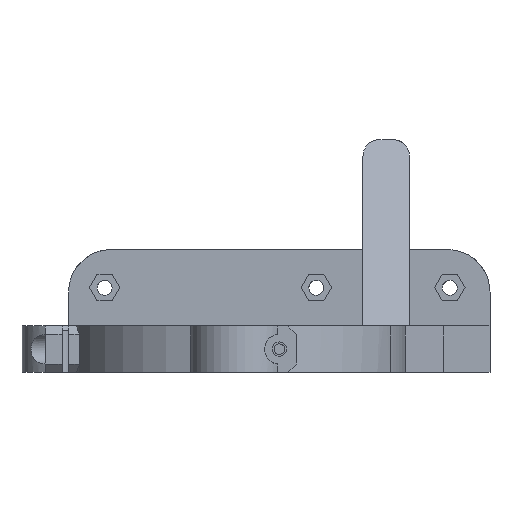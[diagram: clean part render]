
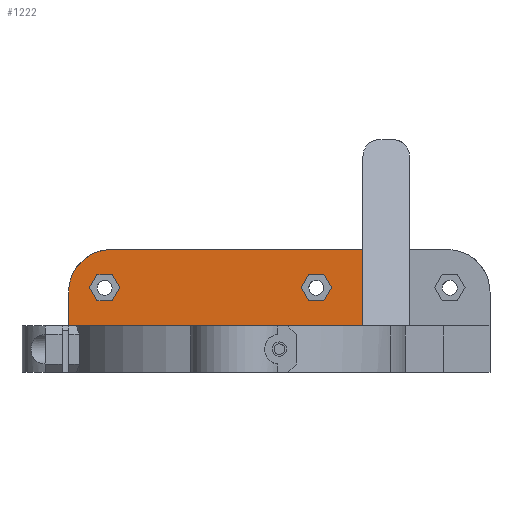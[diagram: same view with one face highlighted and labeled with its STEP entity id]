
A CAD part, front view. The second image highlights one B-rep face of the part: STEP entity #1222.
In plain terms, the highlighted planar face has unit normal (0, -1, 0).
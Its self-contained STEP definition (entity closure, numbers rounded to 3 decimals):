
#767=AXIS2_PLACEMENT_3D('Circle Axis2P3D',#765,#766,$) ;
#798=AXIS2_PLACEMENT_3D('Circle Axis2P3D',#796,#797,$) ;
#1075=AXIS2_PLACEMENT_3D('Plane Axis2P3D',#1072,#1073,#1074) ;
#511=CARTESIAN_POINT('Vertex',(19.75,-6.5,29.)) ;
#514=CARTESIAN_POINT('Line Origine',(19.75,-6.5,20.)) ;
#518=CARTESIAN_POINT('Vertex',(19.75,-6.5,11.)) ;
#731=CARTESIAN_POINT('Vertex',(-39.75,-6.5,29.)) ;
#734=CARTESIAN_POINT('Line Origine',(-10.,-6.5,29.)) ;
#762=CARTESIAN_POINT('Vertex',(-46.821,-6.5,26.071)) ;
#765=CARTESIAN_POINT('Axis2P3D Location',(-39.75,-6.5,19.)) ;
#793=CARTESIAN_POINT('Vertex',(-49.75,-6.5,19.)) ;
#796=CARTESIAN_POINT('Axis2P3D Location',(-39.75,-6.5,19.)) ;
#824=CARTESIAN_POINT('Vertex',(-49.75,-6.5,11.)) ;
#829=CARTESIAN_POINT('Line Origine',(-49.75,-6.5,15.)) ;
#1072=CARTESIAN_POINT('Axis2P3D Location',(0.,-6.5,-3.5)) ;
#1077=CARTESIAN_POINT('Line Origine',(10.75,-6.5,11.)) ;
#1081=CARTESIAN_POINT('Vertex',(1.75,-6.5,11.)) ;
#1084=CARTESIAN_POINT('Line Origine',(-35.75,-6.5,11.)) ;
#1088=CARTESIAN_POINT('Vertex',(-21.75,-6.5,11.)) ;
#1091=CARTESIAN_POINT('Line Origine',(-21.75,-6.5,5.5)) ;
#1095=CARTESIAN_POINT('Vertex',(-21.75,-6.5,0.)) ;
#1098=CARTESIAN_POINT('Line Origine',(-10.,-6.5,0.)) ;
#1102=CARTESIAN_POINT('Vertex',(1.75,-6.5,0.)) ;
#1105=CARTESIAN_POINT('Line Origine',(1.75,-6.5,5.5)) ;
#1122=CARTESIAN_POINT('Line Origine',(-38.55,-6.5,18.441)) ;
#1126=CARTESIAN_POINT('Vertex',(-37.65,-6.5,20.)) ;
#1128=CARTESIAN_POINT('Vertex',(-39.45,-6.5,16.883)) ;
#1131=CARTESIAN_POINT('Line Origine',(-41.25,-6.5,16.883)) ;
#1135=CARTESIAN_POINT('Vertex',(-43.05,-6.5,16.883)) ;
#1138=CARTESIAN_POINT('Line Origine',(-43.95,-6.5,18.441)) ;
#1142=CARTESIAN_POINT('Vertex',(-44.85,-6.5,20.)) ;
#1145=CARTESIAN_POINT('Line Origine',(-43.95,-6.5,21.559)) ;
#1149=CARTESIAN_POINT('Vertex',(-43.05,-6.5,23.117)) ;
#1152=CARTESIAN_POINT('Line Origine',(-41.25,-6.5,23.117)) ;
#1156=CARTESIAN_POINT('Vertex',(-39.45,-6.5,23.117)) ;
#1159=CARTESIAN_POINT('Line Origine',(-38.55,-6.5,21.559)) ;
#1172=CARTESIAN_POINT('Line Origine',(6.05,-6.5,21.559)) ;
#1176=CARTESIAN_POINT('Vertex',(5.15,-6.5,20.)) ;
#1178=CARTESIAN_POINT('Vertex',(6.95,-6.5,23.117)) ;
#1181=CARTESIAN_POINT('Line Origine',(8.75,-6.5,23.117)) ;
#1185=CARTESIAN_POINT('Vertex',(10.55,-6.5,23.117)) ;
#1188=CARTESIAN_POINT('Line Origine',(11.45,-6.5,21.559)) ;
#1192=CARTESIAN_POINT('Vertex',(12.35,-6.5,20.)) ;
#1195=CARTESIAN_POINT('Line Origine',(11.45,-6.5,18.441)) ;
#1199=CARTESIAN_POINT('Vertex',(10.55,-6.5,16.883)) ;
#1202=CARTESIAN_POINT('Line Origine',(8.75,-6.5,16.883)) ;
#1206=CARTESIAN_POINT('Vertex',(6.95,-6.5,16.883)) ;
#1209=CARTESIAN_POINT('Line Origine',(6.05,-6.5,18.441)) ;
#515=DIRECTION('Vector Direction',(0.,0.,-1.)) ;
#735=DIRECTION('Vector Direction',(1.,0.,0.)) ;
#766=DIRECTION('Axis2P3D Direction',(0.,1.,0.)) ;
#797=DIRECTION('Axis2P3D Direction',(0.,1.,0.)) ;
#830=DIRECTION('Vector Direction',(0.,0.,1.)) ;
#1073=DIRECTION('Axis2P3D Direction',(0.,-1.,0.)) ;
#1074=DIRECTION('Axis2P3D XDirection',(1.,0.,0.)) ;
#1078=DIRECTION('Vector Direction',(-1.,0.,0.)) ;
#1085=DIRECTION('Vector Direction',(-1.,0.,0.)) ;
#1092=DIRECTION('Vector Direction',(0.,0.,1.)) ;
#1099=DIRECTION('Vector Direction',(1.,0.,0.)) ;
#1106=DIRECTION('Vector Direction',(0.,0.,-1.)) ;
#1123=DIRECTION('Vector Direction',(-0.5,0.,-0.866)) ;
#1132=DIRECTION('Vector Direction',(-1.,0.,0.)) ;
#1139=DIRECTION('Vector Direction',(-0.5,0.,0.866)) ;
#1146=DIRECTION('Vector Direction',(0.5,0.,0.866)) ;
#1153=DIRECTION('Vector Direction',(1.,0.,0.)) ;
#1160=DIRECTION('Vector Direction',(0.5,0.,-0.866)) ;
#1173=DIRECTION('Vector Direction',(0.5,0.,0.866)) ;
#1182=DIRECTION('Vector Direction',(1.,0.,0.)) ;
#1189=DIRECTION('Vector Direction',(0.5,0.,-0.866)) ;
#1196=DIRECTION('Vector Direction',(-0.5,0.,-0.866)) ;
#1203=DIRECTION('Vector Direction',(-1.,0.,0.)) ;
#1210=DIRECTION('Vector Direction',(-0.5,0.,0.866)) ;
#516=VECTOR('Line Direction',#515,1.) ;
#736=VECTOR('Line Direction',#735,1.) ;
#831=VECTOR('Line Direction',#830,1.) ;
#1079=VECTOR('Line Direction',#1078,1.) ;
#1086=VECTOR('Line Direction',#1085,1.) ;
#1093=VECTOR('Line Direction',#1092,1.) ;
#1100=VECTOR('Line Direction',#1099,1.) ;
#1107=VECTOR('Line Direction',#1106,1.) ;
#1124=VECTOR('Line Direction',#1123,1.) ;
#1133=VECTOR('Line Direction',#1132,1.) ;
#1140=VECTOR('Line Direction',#1139,1.) ;
#1147=VECTOR('Line Direction',#1146,1.) ;
#1154=VECTOR('Line Direction',#1153,1.) ;
#1161=VECTOR('Line Direction',#1160,1.) ;
#1174=VECTOR('Line Direction',#1173,1.) ;
#1183=VECTOR('Line Direction',#1182,1.) ;
#1190=VECTOR('Line Direction',#1189,1.) ;
#1197=VECTOR('Line Direction',#1196,1.) ;
#1204=VECTOR('Line Direction',#1203,1.) ;
#1211=VECTOR('Line Direction',#1210,1.) ;
#1111=ORIENTED_EDGE('',*,*,#1083,.F.) ;
#1112=ORIENTED_EDGE('',*,*,#520,.F.) ;
#1113=ORIENTED_EDGE('',*,*,#738,.F.) ;
#1114=ORIENTED_EDGE('',*,*,#769,.T.) ;
#1115=ORIENTED_EDGE('',*,*,#800,.T.) ;
#1116=ORIENTED_EDGE('',*,*,#833,.F.) ;
#1117=ORIENTED_EDGE('',*,*,#1090,.F.) ;
#1118=ORIENTED_EDGE('',*,*,#1097,.T.) ;
#1119=ORIENTED_EDGE('',*,*,#1104,.T.) ;
#1120=ORIENTED_EDGE('',*,*,#1109,.T.) ;
#1165=ORIENTED_EDGE('',*,*,#1130,.T.) ;
#1166=ORIENTED_EDGE('',*,*,#1137,.T.) ;
#1167=ORIENTED_EDGE('',*,*,#1144,.T.) ;
#1168=ORIENTED_EDGE('',*,*,#1151,.T.) ;
#1169=ORIENTED_EDGE('',*,*,#1158,.T.) ;
#1170=ORIENTED_EDGE('',*,*,#1163,.T.) ;
#1215=ORIENTED_EDGE('',*,*,#1180,.T.) ;
#1216=ORIENTED_EDGE('',*,*,#1187,.T.) ;
#1217=ORIENTED_EDGE('',*,*,#1194,.T.) ;
#1218=ORIENTED_EDGE('',*,*,#1201,.T.) ;
#1219=ORIENTED_EDGE('',*,*,#1208,.T.) ;
#1220=ORIENTED_EDGE('',*,*,#1213,.T.) ;
#1171=FACE_BOUND('',#1164,.T.) ;
#1221=FACE_BOUND('',#1214,.T.) ;
#1222=ADVANCED_FACE('S\X2\00F3\X0\lido1',(#1121,#1171,#1221),#1076,.T.) ;
#768=CIRCLE('generated circle',#767,10.) ;
#799=CIRCLE('generated circle',#798,10.) ;
#520=EDGE_CURVE('',#512,#519,#517,.T.) ;
#738=EDGE_CURVE('',#732,#512,#737,.T.) ;
#769=EDGE_CURVE('',#732,#763,#768,.F.) ;
#800=EDGE_CURVE('',#763,#794,#799,.F.) ;
#833=EDGE_CURVE('',#825,#794,#832,.T.) ;
#1083=EDGE_CURVE('',#519,#1082,#1080,.T.) ;
#1090=EDGE_CURVE('',#1089,#825,#1087,.T.) ;
#1097=EDGE_CURVE('',#1089,#1096,#1094,.F.) ;
#1104=EDGE_CURVE('',#1096,#1103,#1101,.T.) ;
#1109=EDGE_CURVE('',#1103,#1082,#1108,.F.) ;
#1130=EDGE_CURVE('',#1127,#1129,#1125,.T.) ;
#1137=EDGE_CURVE('',#1129,#1136,#1134,.T.) ;
#1144=EDGE_CURVE('',#1136,#1143,#1141,.T.) ;
#1151=EDGE_CURVE('',#1143,#1150,#1148,.T.) ;
#1158=EDGE_CURVE('',#1150,#1157,#1155,.T.) ;
#1163=EDGE_CURVE('',#1157,#1127,#1162,.T.) ;
#1180=EDGE_CURVE('',#1177,#1179,#1175,.T.) ;
#1187=EDGE_CURVE('',#1179,#1186,#1184,.T.) ;
#1194=EDGE_CURVE('',#1186,#1193,#1191,.T.) ;
#1201=EDGE_CURVE('',#1193,#1200,#1198,.T.) ;
#1208=EDGE_CURVE('',#1200,#1207,#1205,.T.) ;
#1213=EDGE_CURVE('',#1207,#1177,#1212,.T.) ;
#1110=EDGE_LOOP('',(#1111,#1112,#1113,#1114,#1115,#1116,#1117,#1118,#1119,#1120)) ;
#1164=EDGE_LOOP('',(#1165,#1166,#1167,#1168,#1169,#1170)) ;
#1214=EDGE_LOOP('',(#1215,#1216,#1217,#1218,#1219,#1220)) ;
#1121=FACE_OUTER_BOUND('',#1110,.T.) ;
#517=LINE('Line',#514,#516) ;
#737=LINE('Line',#734,#736) ;
#832=LINE('Line',#829,#831) ;
#1080=LINE('Line',#1077,#1079) ;
#1087=LINE('Line',#1084,#1086) ;
#1094=LINE('Line',#1091,#1093) ;
#1101=LINE('Line',#1098,#1100) ;
#1108=LINE('Line',#1105,#1107) ;
#1125=LINE('Line',#1122,#1124) ;
#1134=LINE('Line',#1131,#1133) ;
#1141=LINE('Line',#1138,#1140) ;
#1148=LINE('Line',#1145,#1147) ;
#1155=LINE('Line',#1152,#1154) ;
#1162=LINE('Line',#1159,#1161) ;
#1175=LINE('Line',#1172,#1174) ;
#1184=LINE('Line',#1181,#1183) ;
#1191=LINE('Line',#1188,#1190) ;
#1198=LINE('Line',#1195,#1197) ;
#1205=LINE('Line',#1202,#1204) ;
#1212=LINE('Line',#1209,#1211) ;
#1076=PLANE('',#1075) ;
#512=VERTEX_POINT('',#511) ;
#519=VERTEX_POINT('',#518) ;
#732=VERTEX_POINT('',#731) ;
#763=VERTEX_POINT('',#762) ;
#794=VERTEX_POINT('',#793) ;
#825=VERTEX_POINT('',#824) ;
#1082=VERTEX_POINT('',#1081) ;
#1089=VERTEX_POINT('',#1088) ;
#1096=VERTEX_POINT('',#1095) ;
#1103=VERTEX_POINT('',#1102) ;
#1127=VERTEX_POINT('',#1126) ;
#1129=VERTEX_POINT('',#1128) ;
#1136=VERTEX_POINT('',#1135) ;
#1143=VERTEX_POINT('',#1142) ;
#1150=VERTEX_POINT('',#1149) ;
#1157=VERTEX_POINT('',#1156) ;
#1177=VERTEX_POINT('',#1176) ;
#1179=VERTEX_POINT('',#1178) ;
#1186=VERTEX_POINT('',#1185) ;
#1193=VERTEX_POINT('',#1192) ;
#1200=VERTEX_POINT('',#1199) ;
#1207=VERTEX_POINT('',#1206) ;
